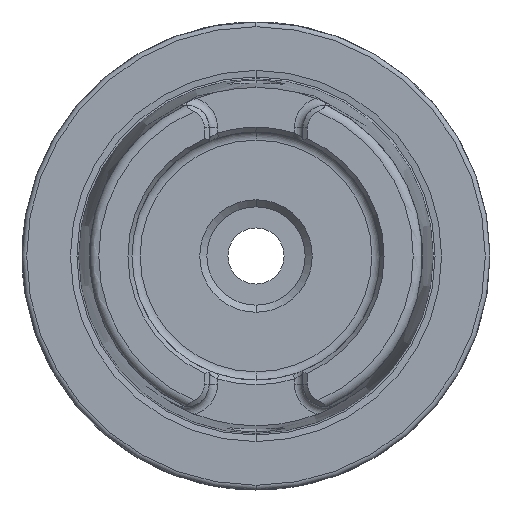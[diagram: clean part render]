
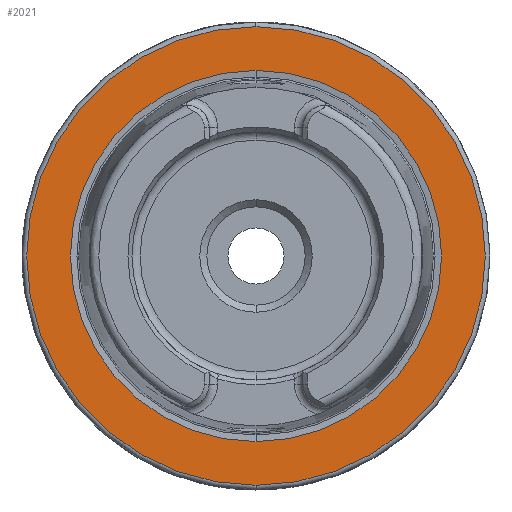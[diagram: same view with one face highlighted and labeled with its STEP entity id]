
A CAD part, left-side view. The second image highlights one B-rep face of the part: STEP entity #2021.
In plain terms, the highlighted planar face has unit normal (-1, 0, 0).
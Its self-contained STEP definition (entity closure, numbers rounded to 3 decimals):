
#103 = EDGE_LOOP ( 'NONE', ( #1692, #5530 ) ) ;
#336 = DIRECTION ( 'NONE',  ( 0., 0., 1. ) ) ;
#387 = DIRECTION ( 'NONE',  ( -1., 0., 0. ) ) ;
#411 = PLANE ( 'NONE',  #1382 ) ;
#616 = AXIS2_PLACEMENT_3D ( 'NONE', #3986, #3963, #3884 ) ;
#632 = ORIENTED_EDGE ( 'NONE', *, *, #2625, .T. ) ;
#664 = CARTESIAN_POINT ( 'NONE',  ( 0., 0., 39.647 ) ) ;
#696 = CARTESIAN_POINT ( 'NONE',  ( 0., 39.647, 0. ) ) ;
#822 = CIRCLE ( 'NONE', #4124, 49. ) ;
#975 = CARTESIAN_POINT ( 'NONE',  ( 0., 0., -49. ) ) ;
#1037 = VERTEX_POINT ( 'NONE', #5234 ) ;
#1146 = VERTEX_POINT ( 'NONE', #975 ) ;
#1382 = AXIS2_PLACEMENT_3D ( 'NONE', #696, #387, #336 ) ;
#1568 = VERTEX_POINT ( 'NONE', #2251 ) ;
#1677 = EDGE_CURVE ( 'NONE', #1037, #1146, #822, .T. ) ;
#1692 = ORIENTED_EDGE ( 'NONE', *, *, #4602, .F. ) ;
#1881 = CARTESIAN_POINT ( 'NONE',  ( 0., 0., 0. ) ) ;
#1921 = DIRECTION ( 'NONE',  ( 1., 0., 0. ) ) ;
#1922 = CIRCLE ( 'NONE', #4328, 39.647 ) ;
#1925 = DIRECTION ( 'NONE',  ( 0., 0., -1. ) ) ;
#2021 = ADVANCED_FACE ( 'NONE', ( #3266, #4362 ), #411, .T. ) ;
#2207 = CIRCLE ( 'NONE', #616, 49. ) ;
#2251 = CARTESIAN_POINT ( 'NONE',  ( 0., 0., -39.647 ) ) ;
#2305 = AXIS2_PLACEMENT_3D ( 'NONE', #1881, #1921, #1925 ) ;
#2318 = CARTESIAN_POINT ( 'NONE',  ( 0., 0., 0. ) ) ;
#2406 = DIRECTION ( 'NONE',  ( 1., 0., 0. ) ) ;
#2442 = DIRECTION ( 'NONE',  ( 0., 0., -1. ) ) ;
#2608 = EDGE_CURVE ( 'NONE', #1568, #5595, #2700, .T. ) ;
#2625 = EDGE_CURVE ( 'NONE', #5595, #1568, #1922, .T. ) ;
#2700 = CIRCLE ( 'NONE', #2305, 39.647 ) ;
#2846 = ORIENTED_EDGE ( 'NONE', *, *, #2608, .T. ) ;
#3266 = FACE_BOUND ( 'NONE', #4114, .T. ) ;
#3884 = DIRECTION ( 'NONE',  ( 0., 0., -1. ) ) ;
#3963 = DIRECTION ( 'NONE',  ( 1., 0., 0. ) ) ;
#3986 = CARTESIAN_POINT ( 'NONE',  ( 0., 0., 0. ) ) ;
#4114 = EDGE_LOOP ( 'NONE', ( #632, #2846 ) ) ;
#4124 = AXIS2_PLACEMENT_3D ( 'NONE', #6076, #5920, #5847 ) ;
#4328 = AXIS2_PLACEMENT_3D ( 'NONE', #2318, #2406, #2442 ) ;
#4362 = FACE_OUTER_BOUND ( 'NONE', #103, .T. ) ;
#4602 = EDGE_CURVE ( 'NONE', #1146, #1037, #2207, .T. ) ;
#5234 = CARTESIAN_POINT ( 'NONE',  ( 0., 0., 49. ) ) ;
#5530 = ORIENTED_EDGE ( 'NONE', *, *, #1677, .F. ) ;
#5595 = VERTEX_POINT ( 'NONE', #664 ) ;
#5847 = DIRECTION ( 'NONE',  ( 0., 0., -1. ) ) ;
#5920 = DIRECTION ( 'NONE',  ( 1., 0., 0. ) ) ;
#6076 = CARTESIAN_POINT ( 'NONE',  ( 0., 0., 0. ) ) ;
